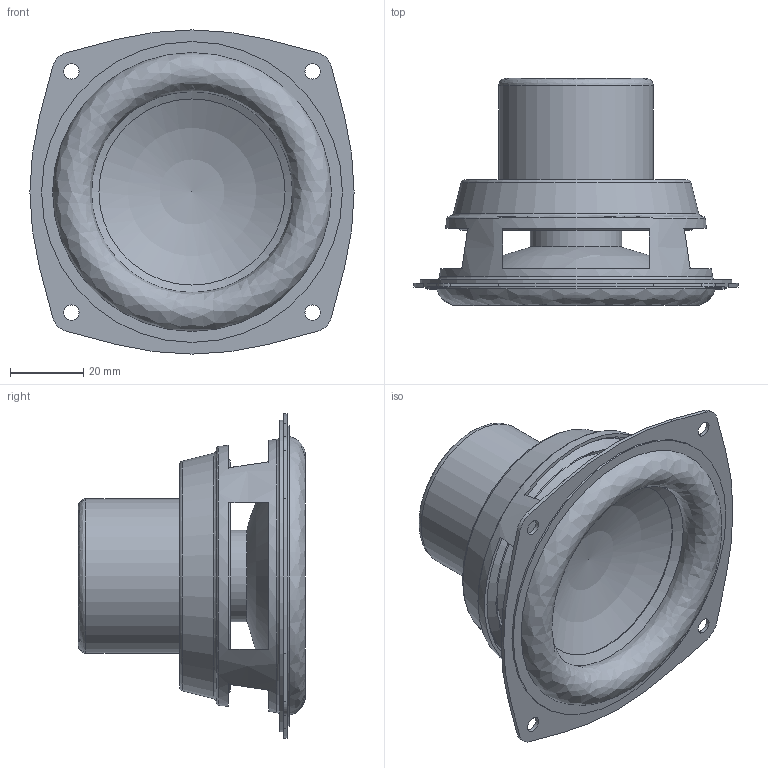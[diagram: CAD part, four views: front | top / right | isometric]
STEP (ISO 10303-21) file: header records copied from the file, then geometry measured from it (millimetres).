
FILE_DESCRIPTION(('FreeCAD Model'),'2;1');
FILE_NAME('Dayton_ND91-4.step','2021-03-06T21:12:58',('Author'),(''), 'Open CASCADE STEP processor 7.3','FreeCAD','Unknown');
FILE_SCHEMA(('AUTOMOTIVE_DESIGN { 1 0 10303 214 1 1 1 1 }'));
Length unit declared in the file: millimetre
Products named in the file (1): Dayton_ND91-4
Bounding box: 88.4 x 61.9 x 88.4 mm (x, y, z)
Volume: 53675.9 mm3; surface area: 64426.2 mm2
Topology: 7 solids, 7 shells, 107 faces, 237 edges, 147 vertices
Faces by surface type: plane 43, cylinder 27, cone 27, revolution 8, sphere 2
Full cylindrical faces by diameter (mm): 4.2 x4, 10 x1, 23 x1, 24 x1, 25 x3, 26 x1, 27 x2, 42.2 x1, 55.249 x1, 67 x1, 73 x1, 82 x1, 85 x1
Entity records: 6924 total; most frequent: CARTESIAN_POINT 1228, DIRECTION 976, ORIENTED_EDGE 470, PCURVE 470, DEFINITIONAL_REPRESENTATION 470, LINE 402, VECTOR 402, AXIS2_PLACEMENT_3D 247
